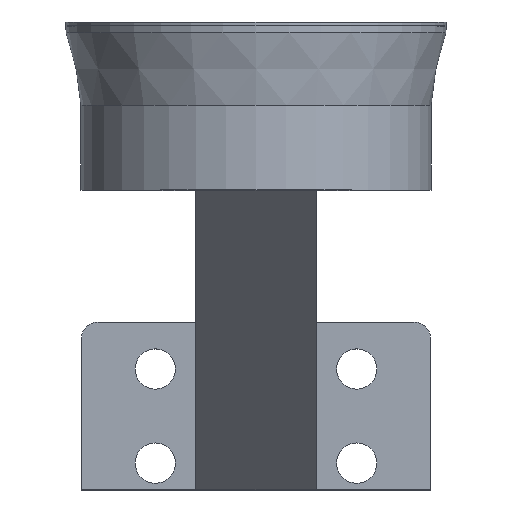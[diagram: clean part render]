
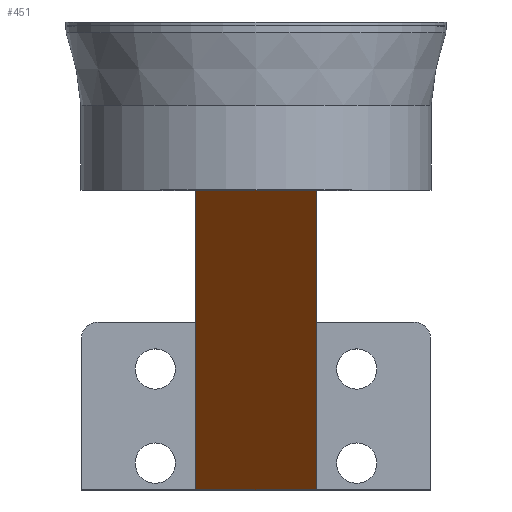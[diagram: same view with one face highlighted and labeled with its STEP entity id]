
A CAD part, top view. The second image highlights one B-rep face of the part: STEP entity #451.
In plain terms, the highlighted planar face has unit normal (0, -0.727, 0.687).
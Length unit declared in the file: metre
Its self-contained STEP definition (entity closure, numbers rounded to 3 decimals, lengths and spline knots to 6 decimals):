
#26=LINE('',#692,#58);
#27=LINE('',#695,#59);
#28=LINE('',#697,#60);
#29=LINE('',#699,#61);
#58=VECTOR('',#555,1.);
#59=VECTOR('',#556,1.);
#60=VECTOR('',#557,1.);
#61=VECTOR('',#558,1.);
#90=PLANE('',#495);
#106=ORIENTED_EDGE('',*,*,#222,.F.);
#107=ORIENTED_EDGE('',*,*,#223,.T.);
#108=ORIENTED_EDGE('',*,*,#224,.F.);
#109=ORIENTED_EDGE('',*,*,#225,.F.);
#222=EDGE_CURVE('',#280,#281,#26,.T.);
#223=EDGE_CURVE('',#280,#282,#27,.T.);
#224=EDGE_CURVE('',#283,#282,#28,.F.);
#225=EDGE_CURVE('',#281,#283,#29,.T.);
#280=VERTEX_POINT('',#693);
#281=VERTEX_POINT('',#694);
#282=VERTEX_POINT('',#696);
#283=VERTEX_POINT('',#698);
#346=EDGE_LOOP('',(#106,#107,#108,#109));
#397=FACE_BOUND('',#346,.T.);
#451=ADVANCED_FACE('',(#397),#90,.T.);
#495=AXIS2_PLACEMENT_3D('',#691,#553,#554);
#553=DIRECTION('',(0.,-0.727,0.687));
#554=DIRECTION('',(0.,-0.687,-0.727));
#555=DIRECTION('',(-1.,0.,0.));
#556=DIRECTION('',(0.,0.687,0.727));
#557=DIRECTION('',(-1.,0.,0.));
#558=DIRECTION('',(0.,0.687,0.727));
#691=CARTESIAN_POINT('',(0.,-0.0695,-0.06705));
#692=CARTESIAN_POINT('',(0.,-0.0695,-0.06705));
#693=CARTESIAN_POINT('',(0.009,-0.0695,-0.06705));
#694=CARTESIAN_POINT('',(-0.009,-0.0695,-0.06705));
#695=CARTESIAN_POINT('',(0.009,-0.0695,-0.06705));
#696=CARTESIAN_POINT('',(0.009,-0.025,-0.02));
#697=CARTESIAN_POINT('',(0.,-0.025,-0.02));
#698=CARTESIAN_POINT('',(-0.009,-0.025,-0.02));
#699=CARTESIAN_POINT('',(-0.009,-0.0695,-0.06705));
